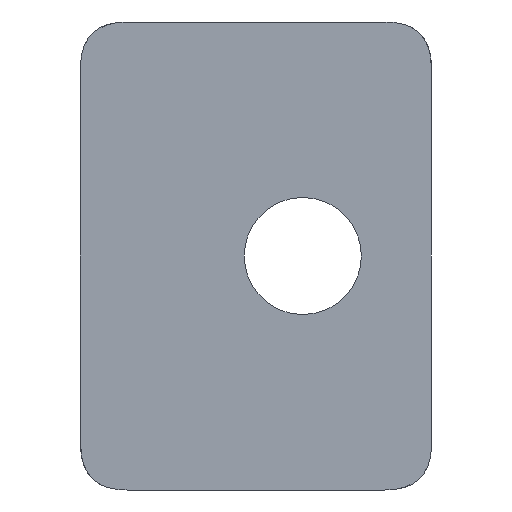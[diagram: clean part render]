
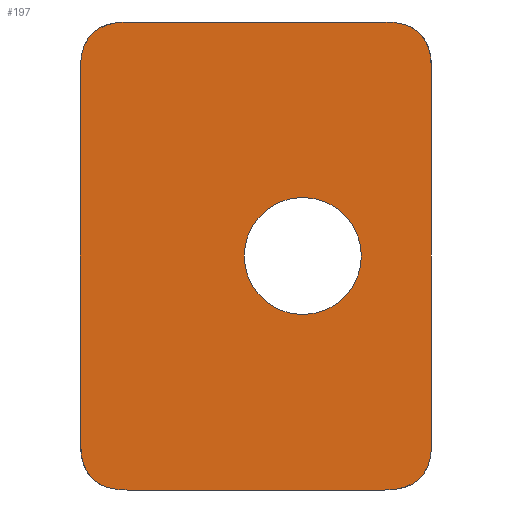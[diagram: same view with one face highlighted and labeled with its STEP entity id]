
A CAD part, left-side view. The second image highlights one B-rep face of the part: STEP entity #197.
In plain terms, the highlighted planar face has unit normal (-1, 0, 0).
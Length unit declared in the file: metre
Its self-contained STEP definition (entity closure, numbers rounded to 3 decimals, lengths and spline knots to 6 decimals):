
#29=B_SPLINE_CURVE_WITH_KNOTS('',3,(#345,#346,#347,#348),.UNSPECIFIED.,
 .F.,.F.,(4,4),(0.,1.),.UNSPECIFIED.);
#30=B_SPLINE_CURVE_WITH_KNOTS('',3,(#349,#350,#351,#352),.UNSPECIFIED.,
 .F.,.F.,(4,4),(0.,1.),.UNSPECIFIED.);
#31=B_SPLINE_CURVE_WITH_KNOTS('',3,(#353,#354,#355,#356),.UNSPECIFIED.,
 .F.,.F.,(4,4),(0.,1.),.UNSPECIFIED.);
#32=B_SPLINE_CURVE_WITH_KNOTS('',3,(#357,#358,#359,#360),.UNSPECIFIED.,
 .F.,.F.,(4,4),(0.,1.),.UNSPECIFIED.);
#34=LINE('',#274,#42);
#35=LINE('',#281,#43);
#37=LINE('',#296,#45);
#40=LINE('',#319,#48);
#42=VECTOR('',#238,1.);
#43=VECTOR('',#241,1.);
#45=VECTOR('',#245,1.);
#48=VECTOR('',#250,1.);
#54=PLANE('',#225);
#82=ORIENTED_EDGE('',*,*,#109,.F.);
#83=ORIENTED_EDGE('',*,*,#125,.T.);
#84=ORIENTED_EDGE('',*,*,#132,.T.);
#85=ORIENTED_EDGE('',*,*,#119,.F.);
#86=ORIENTED_EDGE('',*,*,#133,.T.);
#87=ORIENTED_EDGE('',*,*,#115,.F.);
#88=ORIENTED_EDGE('',*,*,#134,.T.);
#89=ORIENTED_EDGE('',*,*,#113,.T.);
#90=ORIENTED_EDGE('',*,*,#135,.T.);
#109=EDGE_CURVE('',#136,#136,#155,.F.);
#113=EDGE_CURVE('',#141,#140,#34,.T.);
#115=EDGE_CURVE('',#142,#143,#35,.T.);
#119=EDGE_CURVE('',#146,#147,#37,.T.);
#125=EDGE_CURVE('',#153,#152,#40,.T.);
#132=EDGE_CURVE('',#152,#147,#29,.T.);
#133=EDGE_CURVE('',#146,#143,#30,.T.);
#134=EDGE_CURVE('',#142,#141,#31,.T.);
#135=EDGE_CURVE('',#140,#153,#32,.T.);
#136=VERTEX_POINT('',#262);
#140=VERTEX_POINT('',#273);
#141=VERTEX_POINT('',#275);
#142=VERTEX_POINT('',#282);
#143=VERTEX_POINT('',#283);
#146=VERTEX_POINT('',#297);
#147=VERTEX_POINT('',#298);
#152=VERTEX_POINT('',#318);
#153=VERTEX_POINT('',#320);
#155=CIRCLE('',#217,0.0025);
#166=EDGE_LOOP('',(#82));
#167=EDGE_LOOP('',(#83,#84,#85,#86,#87,#88,#89,#90));
#182=FACE_BOUND('',#166,.T.);
#183=FACE_BOUND('',#167,.T.);
#197=ADVANCED_FACE('',(#182,#183),#54,.F.);
#217=AXIS2_PLACEMENT_3D('',#261,#231,#232);
#225=AXIS2_PLACEMENT_3D('',#344,#255,#256);
#231=DIRECTION('',(1.,0.,0.));
#232=DIRECTION('',(0.,0.,-1.));
#238=DIRECTION('',(0.,1.,0.));
#241=DIRECTION('',(0.,0.,-1.));
#245=DIRECTION('',(0.,1.,0.));
#250=DIRECTION('',(0.,0.,-1.));
#255=DIRECTION('',(1.,0.,0.));
#256=DIRECTION('',(0.,1.,0.));
#261=CARTESIAN_POINT('',(0.,0.0055,0.01));
#262=CARTESIAN_POINT('',(0.,0.0055,0.0075));
#273=CARTESIAN_POINT('',(0.,0.013,0.02));
#274=CARTESIAN_POINT('',(0.,0.0075,0.02));
#275=CARTESIAN_POINT('',(0.,0.002,0.02));
#281=CARTESIAN_POINT('',(0.,0.,0.01));
#282=CARTESIAN_POINT('',(0.,0.,0.018));
#283=CARTESIAN_POINT('',(0.,0.,0.002));
#296=CARTESIAN_POINT('',(0.,0.0075,0.));
#297=CARTESIAN_POINT('',(0.,0.002,0.));
#298=CARTESIAN_POINT('',(0.,0.013,0.));
#318=CARTESIAN_POINT('',(0.,0.015,0.002));
#319=CARTESIAN_POINT('',(0.,0.015,0.01));
#320=CARTESIAN_POINT('',(0.,0.015,0.018));
#344=CARTESIAN_POINT('',(0.,0.0075,0.01));
#345=CARTESIAN_POINT('',(0.,0.015,0.002));
#346=CARTESIAN_POINT('',(0.,0.015,0.000667));
#347=CARTESIAN_POINT('',(0.,0.014333,0.));
#348=CARTESIAN_POINT('',(0.,0.013,0.));
#349=CARTESIAN_POINT('',(0.,0.002,0.));
#350=CARTESIAN_POINT('',(0.,0.000667,0.));
#351=CARTESIAN_POINT('',(0.,0.,0.000667));
#352=CARTESIAN_POINT('',(0.,0.,0.002));
#353=CARTESIAN_POINT('',(0.,0.,0.018));
#354=CARTESIAN_POINT('',(0.,0.,0.019333));
#355=CARTESIAN_POINT('',(0.,0.000667,0.02));
#356=CARTESIAN_POINT('',(0.,0.002,0.02));
#357=CARTESIAN_POINT('',(0.,0.013,0.02));
#358=CARTESIAN_POINT('',(0.,0.014333,0.02));
#359=CARTESIAN_POINT('',(0.,0.015,0.019333));
#360=CARTESIAN_POINT('',(0.,0.015,0.018));
